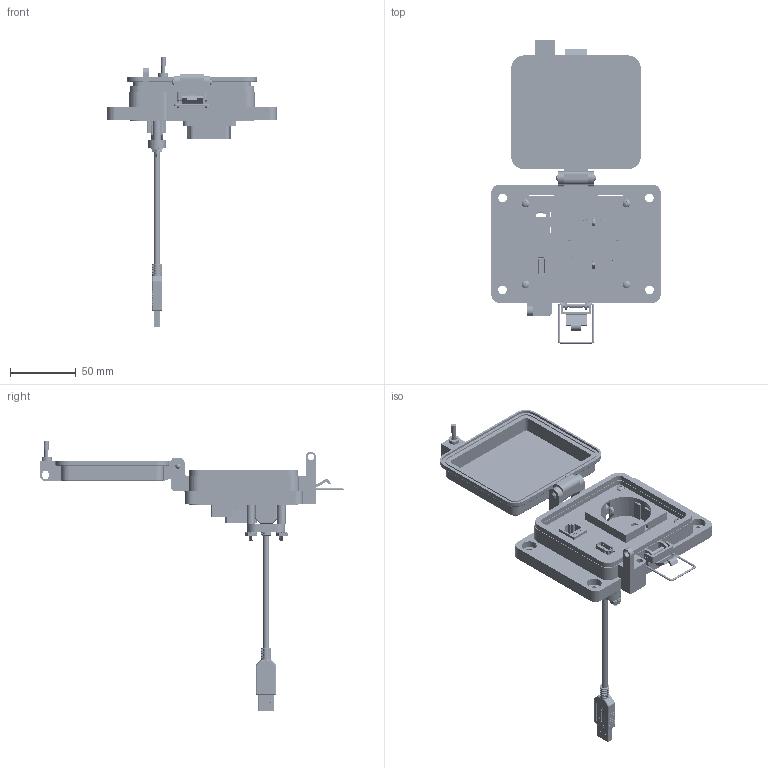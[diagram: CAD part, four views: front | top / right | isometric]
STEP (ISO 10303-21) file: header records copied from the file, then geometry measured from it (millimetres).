
FILE_DESCRIPTION (( 'STEP AP203' ), '1' );
FILE_NAME ('P-P11R2-K3RE0_3D.STEP', '2018-03-28T19:40:24', ( '' ), ( '' ), 'SwSTEP 2.0', 'SolidWorks 2017', '' );
FILE_SCHEMA (( 'CONFIG_CONTROL_DESIGN' ));
Length unit declared in the file: millimetre
Products named in the file (18): P11; Z-H-K3_B; Z-000-632134FH_91771A156; -K3; Z-001-SPR114_94639A210; 92005A124_METRIC PAN HEAD PHILLIPS MACHINE SCREW_92005A124; Z-002-632516HN_90675A007; P-P11R2-K3RE0_BP180_1; P-P11R2-K3RE0_3D; P-P11R2-K3RE0_FP060_1; P-P11R2-K3RE0_TP060_1; Z-300-RJ45CAT5; P-P11R2-K3RE0_TP240_2; R2; Z-000-4243316TFP; Z-200-OTLT-RE; Z-020-3047; RE
Assembly tree (24 placements, depth 3):
  P-P11R2-K3RE0_3D
    P-P11R2-K3RE0_BP180_1
    P-P11R2-K3RE0_TP060_1
    P-P11R2-K3RE0_TP240_2
    Z-000-4243316TFP  x2
    P11
      Z-020-3047
    Z-000-632134FH_91771A156  x2
    Z-001-SPR114_94639A210  x2
    Z-002-632516HN_90675A007  x2
    P-P11R2-K3RE0_FP060_1
    R2
      Z-300-RJ45CAT5
    RE
      Z-200-OTLT-RE
    -K3
      Z-H-K3_B
    92005A124_METRIC PAN HEAD PHILLIPS MACHINE SCREW_92005A124  x4
Bounding box: 129 x 231.28 x 205.62 mm (x, y, z)
Volume: 206436.7 mm3; surface area: 128212.6 mm2
Topology: 38 solids, 38 shells, 3535 faces, 10040 edges, 6602 vertices
Faces by surface type: cylinder 1614, plane 1421, bspline 316, cone 144, torus 32, sphere 8
Entity records: 101949 total; most frequent: CARTESIAN_POINT 35459, ORIENTED_EDGE 14566, DIRECTION 12100, EDGE_CURVE 7283, VERTEX_POINT 4797, LINE 4356, VECTOR 4356, AXIS2_PLACEMENT_3D 3872
